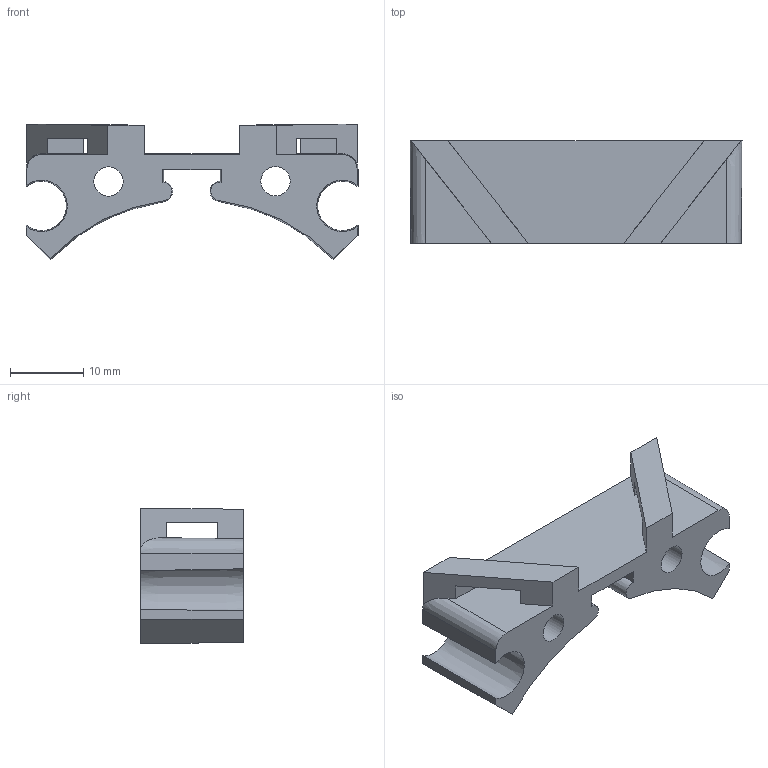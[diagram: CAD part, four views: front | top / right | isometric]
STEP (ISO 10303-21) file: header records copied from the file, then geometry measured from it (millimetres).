
FILE_DESCRIPTION((''),'2;1');
FILE_NAME('GPV injection part_v5.stp','2012-08-09T13:05:51',('naMretupmoC'),(''),'Autodesk Inventor 2013','Autodesk Inventor 2013','');
FILE_SCHEMA(('AUTOMOTIVE_DESIGN { 1 0 10303 214 1 1 1 1 }'));
Length unit declared in the file: millimetre
Products named in the file (1): GPV injection part
Bounding box: 45.24 x 14 x 18.46 mm (x, y, z)
Volume: 4596.2 mm3; surface area: 3509.3 mm2
Topology: 1 solids, 1 shells, 34 faces, 110 edges, 76 vertices
Faces by surface type: plane 24, cone 8, cylinder 2
Full cylindrical faces by diameter (mm): 4 x2
Entity records: 1265 total; most frequent: CARTESIAN_POINT 243, ORIENTED_EDGE 212, DIRECTION 190, EDGE_CURVE 106, VECTOR 76, LINE 76, VERTEX_POINT 72, AXIS2_PLACEMENT_3D 57
